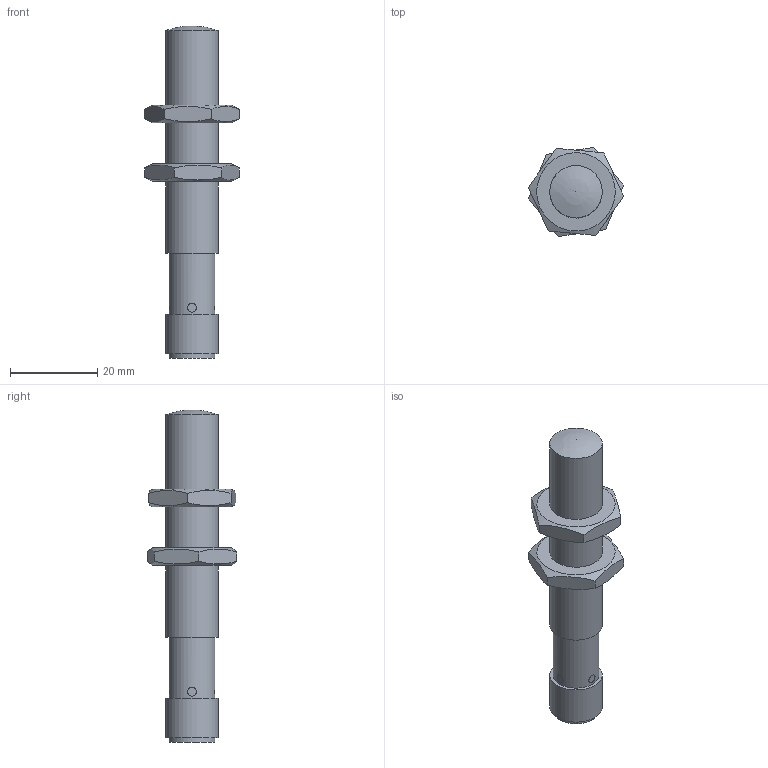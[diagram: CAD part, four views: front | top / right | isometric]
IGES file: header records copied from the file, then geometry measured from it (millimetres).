
Global section: file name: No Iges File Name specified; native system: AutoDesk Inventor R10; preprocessor: AutoDesk Inventor Iges Exporter R10; author: No Author specified; organization: No Organization specified; date: 20081002.121539; units: millimetre
Bounding box: 21.84 x 20.4 x 76 mm (x, y, z)
Volume: 9665.4 mm3; surface area: 4562.5 mm2
Topology: 3 solids, 3 shells, 129 faces, 306 edges, 206 vertices
Faces by surface type: plane 114, revolution 6, cylinder 4, cone 4, bspline 1
Full cylindrical faces by diameter (mm): 10.5 x2, 12 x2
